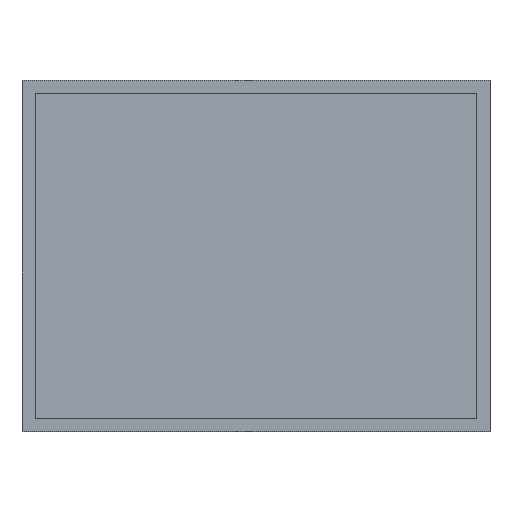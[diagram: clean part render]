
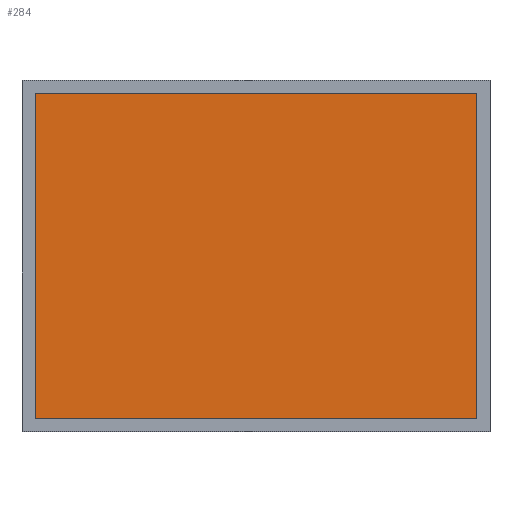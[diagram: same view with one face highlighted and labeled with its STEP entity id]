
A CAD part, top view. The second image highlights one B-rep face of the part: STEP entity #284.
In plain terms, the highlighted planar face has unit normal (0, 0, 1).
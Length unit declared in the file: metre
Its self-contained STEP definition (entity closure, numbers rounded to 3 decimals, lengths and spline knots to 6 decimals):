
#78=ORIENTED_EDGE('',*,*,#112,.F.);
#79=ORIENTED_EDGE('',*,*,#116,.F.);
#80=ORIENTED_EDGE('',*,*,#119,.F.);
#81=ORIENTED_EDGE('',*,*,#121,.F.);
#112=EDGE_CURVE('',#140,#141,#172,.T.);
#116=EDGE_CURVE('',#143,#140,#176,.T.);
#119=EDGE_CURVE('',#145,#143,#179,.T.);
#121=EDGE_CURVE('',#141,#145,#181,.T.);
#140=VERTEX_POINT('',#457);
#141=VERTEX_POINT('',#459);
#143=VERTEX_POINT('',#465);
#145=VERTEX_POINT('',#471);
#172=LINE('',#458,#208);
#176=LINE('',#466,#212);
#179=LINE('',#472,#215);
#181=LINE('',#475,#217);
#208=VECTOR('',#380,1.);
#212=VECTOR('',#386,1.);
#215=VECTOR('',#391,1.);
#217=VECTOR('',#395,1.);
#234=EDGE_LOOP('',(#78,#79,#80,#81));
#252=FACE_BOUND('',#234,.T.);
#268=PLANE('',#326);
#284=ADVANCED_FACE('',(#252),#268,.T.);
#326=AXIS2_PLACEMENT_3D('',#476,#396,#397);
#380=DIRECTION('',(1.,0.,0.));
#386=DIRECTION('',(0.,1.,0.));
#391=DIRECTION('',(-1.,0.,0.));
#395=DIRECTION('',(0.,-1.,0.));
#396=DIRECTION('',(0.,0.,1.));
#397=DIRECTION('',(1.,0.,0.));
#457=CARTESIAN_POINT('',(-0.260053,0.26688,0.00635));
#458=CARTESIAN_POINT('',(0.003472,0.26688,0.00635));
#459=CARTESIAN_POINT('',(0.266997,0.26688,0.00635));
#465=CARTESIAN_POINT('',(-0.260053,-0.12047,0.00635));
#466=CARTESIAN_POINT('',(-0.260053,0.073205,0.00635));
#471=CARTESIAN_POINT('',(0.266997,-0.12047,0.00635));
#472=CARTESIAN_POINT('',(0.003472,-0.12047,0.00635));
#475=CARTESIAN_POINT('',(0.266997,0.073205,0.00635));
#476=CARTESIAN_POINT('',(0.003472,0.073205,0.00635));
